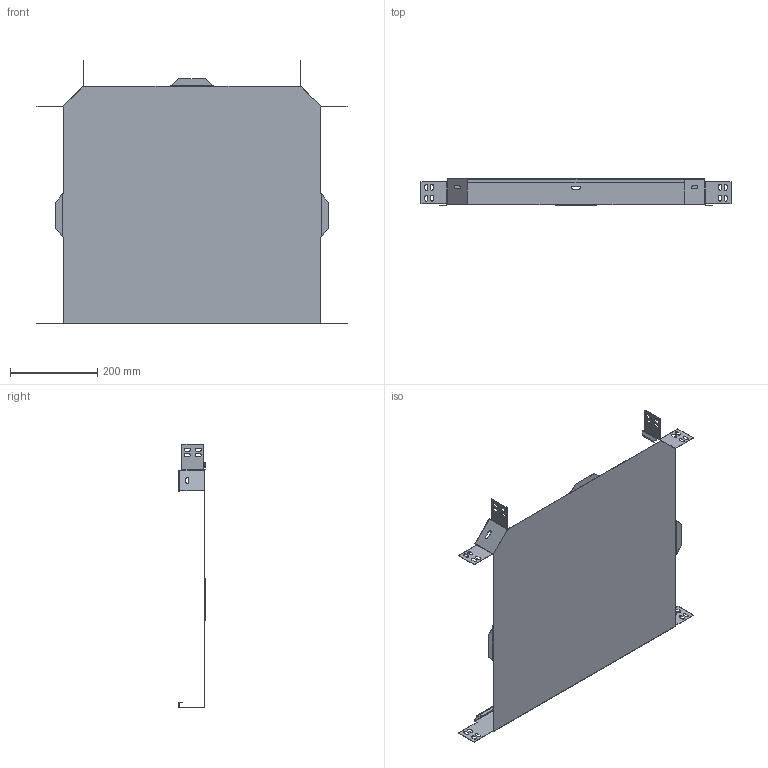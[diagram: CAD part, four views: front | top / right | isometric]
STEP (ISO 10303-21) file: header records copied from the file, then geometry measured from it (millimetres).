
FILE_DESCRIPTION (( 'STEP AP214' ), '1' );
FILE_NAME ('6043310.stp', '2018-10-02T13:00:04', ( '' ), ( '' ), 'SwSTEP 2.0', 'SolidWorks 2018', '' );
FILE_SCHEMA (( 'AUTOMOTIVE_DESIGN' ));
Length unit declared in the file: millimetre
Products named in the file (1): 6043310
Bounding box: 710.52 x 60.9 x 603.93 mm (x, y, z)
Volume: 276377.5 mm3; surface area: 792729.1 mm2
Topology: 1 solids, 1 shells, 272 faces, 762 edges, 492 vertices
Faces by surface type: plane 182, cylinder 68, bspline 22
Entity records: 9338 total; most frequent: CARTESIAN_POINT 2411, ORIENTED_EDGE 1524, DIRECTION 1268, EDGE_CURVE 762, LINE 502, VECTOR 502, VERTEX_POINT 492, AXIS2_PLACEMENT_3D 383
